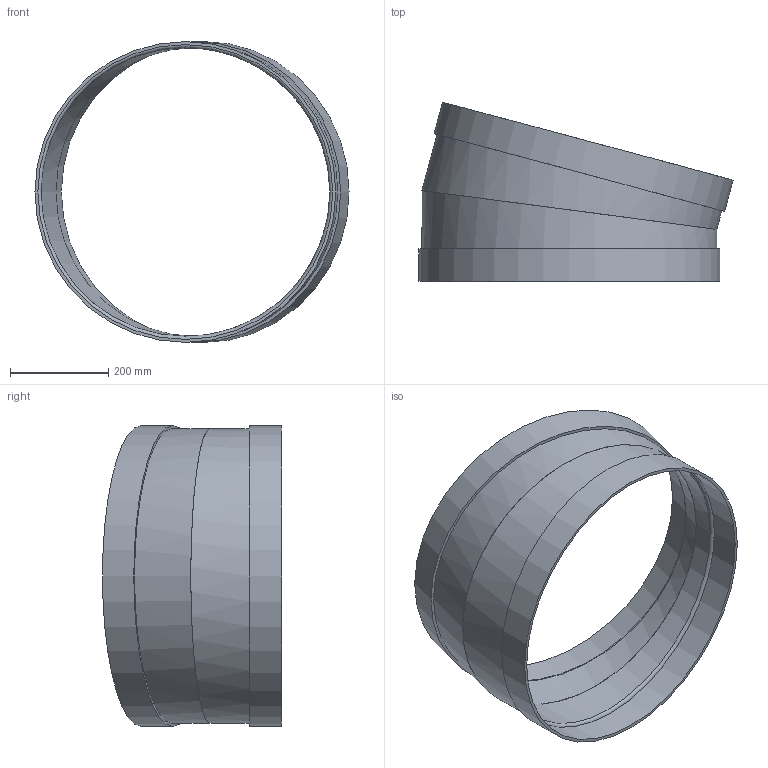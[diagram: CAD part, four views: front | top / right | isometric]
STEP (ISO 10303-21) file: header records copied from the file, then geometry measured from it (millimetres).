
FILE_DESCRIPTION( ( 'STEP AP214' ), '1' );
FILE_NAME( '3005287H.stp', '2021-11-29T08:39:15', ( 'License CC BY-ND 4.0' ), ( 'CADENAS' ), ' ', 'PARTsolutions', ' ' );
FILE_SCHEMA( ( 'AUTOMOTIVE_DESIGN { 1 0 10303 214 1 1 1 1 }' ) );
Length unit declared in the file: millimetre
Products named in the file (3): 3005287H; _3005287H-p2; _3005287H-p3
Assembly tree (2 placements, depth 2):
  3005287H
    _3005287H-p2
    _3005287H-p3
Bounding box: 639.1 x 364.24 x 612 mm (x, y, z)
Volume: 3382354.1 mm3; surface area: 1172963.4 mm2
Topology: 2 solids, 2 shells, 16 faces, 29 edges, 19 vertices
Faces by surface type: cylinder 8, plane 6, torus 2
Full cylindrical faces by diameter (mm): 588 x2, 600 x4, 612 x2
Entity records: 514 total; most frequent: DIRECTION 70, CARTESIAN_POINT 51, AXIS2_PLACEMENT_3D 35, EDGE_LOOP 32, ORIENTED_EDGE 32, FACE_OUTER_BOUND 26, STYLED_ITEM 16, PRESENTATION_STYLE_ASSIGNMENT 16
